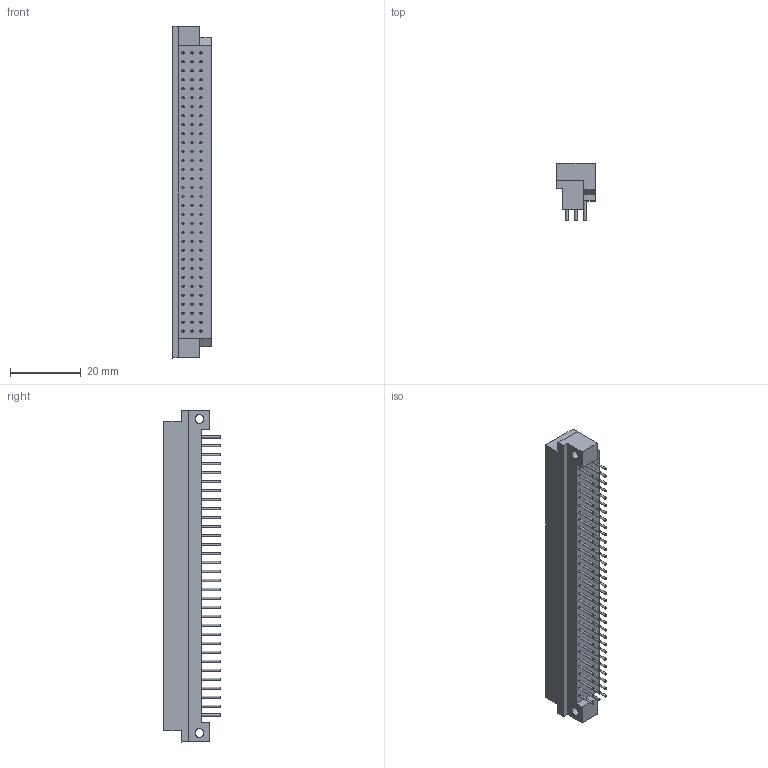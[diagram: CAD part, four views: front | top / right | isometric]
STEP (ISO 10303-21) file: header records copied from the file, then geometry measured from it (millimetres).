
FILE_DESCRIPTION(/* description */ (''),/* implementation_level */ '2;1');
FILE_NAME(/* name */ '100102163ugm000_b.stp',/* time_stamp */ '2022-04-26T16:29:25+02:00',/* author */ (''),/* organization */ (''),/* preprocessor_version */ 'ST-DEVELOPER v16.7',/* originating_system */ 'SIEMENS PLM Software NX 1911',/* authorisation */ '');
FILE_SCHEMA (('AUTOMOTIVE_DESIGN { 1 0 10303 214 3 1 1 1 }'));
Length unit declared in the file: millimetre
Products named in the file (1): 100102163ugm000_b
Bounding box: 11 x 16 x 94 mm (x, y, z)
Volume: 5521.8 mm3; surface area: 7130.5 mm2
Topology: 1 solids, 1 shells, 433 faces, 698 edges, 460 vertices
Faces by surface type: plane 239, cylinder 194
Full cylindrical faces by diameter (mm): 0.6 x192, 2.5 x2
Entity records: 9458 total; most frequent: DIRECTION 1760, CARTESIAN_POINT 1398, ORIENTED_EDGE 1008, EDGE_LOOP 824, AXIS2_PLACEMENT_3D 822, FACE_BOUND 591, EDGE_CURVE 504, VERTEX_POINT 460
